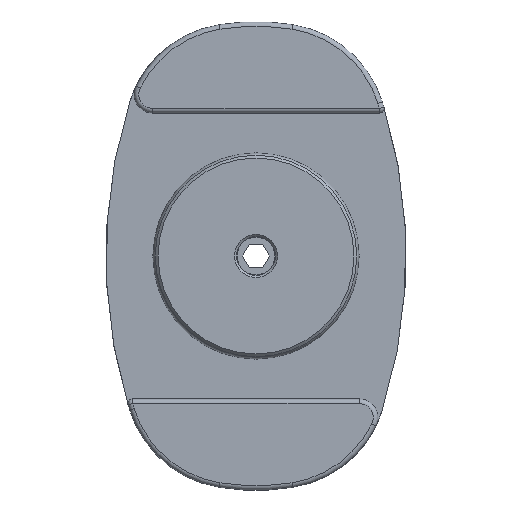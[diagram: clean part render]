
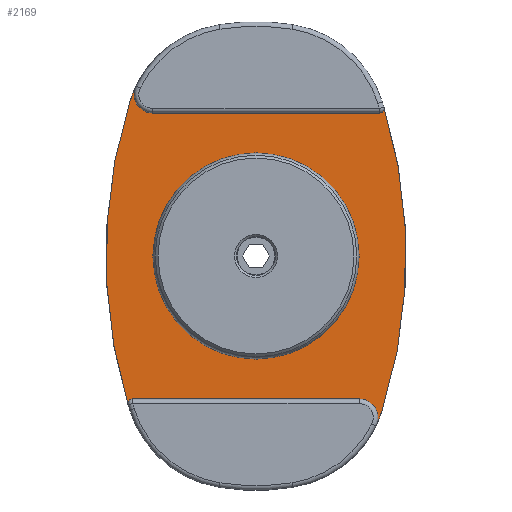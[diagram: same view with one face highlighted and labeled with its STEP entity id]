
A CAD part, left-side view. The second image highlights one B-rep face of the part: STEP entity #2169.
In plain terms, the highlighted planar face has unit normal (-1, 0, 0).
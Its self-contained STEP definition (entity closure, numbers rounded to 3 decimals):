
#127=LINE('',#3120,#195);
#133=LINE('',#3133,#201);
#134=LINE('',#3145,#202);
#135=LINE('',#3149,#203);
#136=LINE('',#3160,#204);
#137=LINE('',#3164,#205);
#195=VECTOR('',#2585,1000.);
#201=VECTOR('',#2593,1000.);
#202=VECTOR('',#2606,1000.);
#203=VECTOR('',#2609,1000.);
#204=VECTOR('',#2620,1000.);
#205=VECTOR('',#2623,1000.);
#293=ORIENTED_EDGE('',*,*,#695,.F.);
#294=ORIENTED_EDGE('',*,*,#696,.T.);
#295=ORIENTED_EDGE('',*,*,#697,.T.);
#296=ORIENTED_EDGE('',*,*,#698,.F.);
#297=ORIENTED_EDGE('',*,*,#699,.T.);
#298=ORIENTED_EDGE('',*,*,#688,.T.);
#299=ORIENTED_EDGE('',*,*,#700,.F.);
#300=ORIENTED_EDGE('',*,*,#701,.F.);
#301=ORIENTED_EDGE('',*,*,#702,.F.);
#302=ORIENTED_EDGE('',*,*,#703,.F.);
#303=ORIENTED_EDGE('',*,*,#704,.T.);
#304=ORIENTED_EDGE('',*,*,#705,.T.);
#305=ORIENTED_EDGE('',*,*,#706,.F.);
#306=ORIENTED_EDGE('',*,*,#707,.T.);
#307=ORIENTED_EDGE('',*,*,#694,.T.);
#308=ORIENTED_EDGE('',*,*,#708,.F.);
#309=ORIENTED_EDGE('',*,*,#709,.F.);
#310=ORIENTED_EDGE('',*,*,#710,.F.);
#311=ORIENTED_EDGE('',*,*,#711,.F.);
#688=EDGE_CURVE('',#884,#889,#127,.T.);
#694=EDGE_CURVE('',#890,#895,#133,.T.);
#695=EDGE_CURVE('',#896,#897,#1018,.T.);
#696=EDGE_CURVE('',#896,#898,#1019,.F.);
#697=EDGE_CURVE('',#898,#899,#1020,.T.);
#698=EDGE_CURVE('',#900,#899,#1021,.F.);
#699=EDGE_CURVE('',#900,#884,#1022,.F.);
#700=EDGE_CURVE('',#901,#889,#134,.T.);
#701=EDGE_CURVE('',#902,#901,#1023,.T.);
#702=EDGE_CURVE('',#903,#902,#135,.T.);
#703=EDGE_CURVE('',#904,#903,#1024,.T.);
#704=EDGE_CURVE('',#904,#905,#1025,.F.);
#705=EDGE_CURVE('',#905,#906,#1026,.T.);
#706=EDGE_CURVE('',#907,#906,#1027,.F.);
#707=EDGE_CURVE('',#907,#890,#1028,.F.);
#708=EDGE_CURVE('',#908,#895,#136,.T.);
#709=EDGE_CURVE('',#909,#908,#1029,.T.);
#710=EDGE_CURVE('',#897,#909,#137,.T.);
#711=EDGE_CURVE('',#910,#910,#1030,.T.);
#884=VERTEX_POINT('',#3110);
#889=VERTEX_POINT('',#3119);
#890=VERTEX_POINT('',#3123);
#895=VERTEX_POINT('',#3132);
#896=VERTEX_POINT('',#3136);
#897=VERTEX_POINT('',#3137);
#898=VERTEX_POINT('',#3139);
#899=VERTEX_POINT('',#3141);
#900=VERTEX_POINT('',#3143);
#901=VERTEX_POINT('',#3146);
#902=VERTEX_POINT('',#3148);
#903=VERTEX_POINT('',#3150);
#904=VERTEX_POINT('',#3152);
#905=VERTEX_POINT('',#3154);
#906=VERTEX_POINT('',#3156);
#907=VERTEX_POINT('',#3158);
#908=VERTEX_POINT('',#3161);
#909=VERTEX_POINT('',#3163);
#910=VERTEX_POINT('',#3166);
#1018=CIRCLE('',#2315,22.5);
#1019=CIRCLE('',#2316,0.5);
#1020=CIRCLE('',#2317,12.);
#1021=CIRCLE('',#2318,55.);
#1022=CIRCLE('',#2319,0.5);
#1023=CIRCLE('',#2320,13.);
#1024=CIRCLE('',#2321,22.5);
#1025=CIRCLE('',#2322,0.5);
#1026=CIRCLE('',#2323,12.);
#1027=CIRCLE('',#2324,55.);
#1028=CIRCLE('',#2325,0.5);
#1029=CIRCLE('',#2326,13.);
#1030=CIRCLE('',#2327,4.459);
#1126=EDGE_LOOP('',(#293,#294,#295,#296,#297,#298,#299,#300,#301,#302,#303,
#304,#305,#306,#307,#308,#309,#310));
#1127=EDGE_LOOP('',(#311));
#1268=FACE_BOUND('',#1126,.T.);
#1269=FACE_BOUND('',#1127,.T.);
#1408=PLANE('',#2314);
#2169=ADVANCED_FACE('',(#1268,#1269),#1408,.T.);
#2314=AXIS2_PLACEMENT_3D('',#3134,#2594,#2595);
#2315=AXIS2_PLACEMENT_3D('',#3135,#2596,#2597);
#2316=AXIS2_PLACEMENT_3D('',#3138,#2598,#2599);
#2317=AXIS2_PLACEMENT_3D('',#3140,#2600,#2601);
#2318=AXIS2_PLACEMENT_3D('',#3142,#2602,#2603);
#2319=AXIS2_PLACEMENT_3D('',#3144,#2604,#2605);
#2320=AXIS2_PLACEMENT_3D('',#3147,#2607,#2608);
#2321=AXIS2_PLACEMENT_3D('',#3151,#2610,#2611);
#2322=AXIS2_PLACEMENT_3D('',#3153,#2612,#2613);
#2323=AXIS2_PLACEMENT_3D('',#3155,#2614,#2615);
#2324=AXIS2_PLACEMENT_3D('',#3157,#2616,#2617);
#2325=AXIS2_PLACEMENT_3D('',#3159,#2618,#2619);
#2326=AXIS2_PLACEMENT_3D('',#3162,#2621,#2622);
#2327=AXIS2_PLACEMENT_3D('',#3165,#2624,#2625);
#2585=DIRECTION('',(0.,-1.,0.));
#2593=DIRECTION('',(0.,1.,0.));
#2594=DIRECTION('',(-1.,0.,0.));
#2595=DIRECTION('',(0.,0.,1.));
#2596=DIRECTION('',(1.,0.,0.));
#2597=DIRECTION('',(0.,-1.,0.));
#2598=DIRECTION('',(-1.,0.,0.));
#2599=DIRECTION('',(0.,0.,1.));
#2600=DIRECTION('',(-1.,0.,0.));
#2601=DIRECTION('',(0.,0.,1.));
#2602=DIRECTION('',(-1.,0.,0.));
#2603=DIRECTION('',(0.,0.,1.));
#2604=DIRECTION('',(-1.,0.,0.));
#2605=DIRECTION('',(0.,0.,1.));
#2606=DIRECTION('',(0.,0.5,0.866));
#2607=DIRECTION('',(1.,0.,0.));
#2608=DIRECTION('',(0.,-1.,0.));
#2609=DIRECTION('',(0.,1.,0.));
#2610=DIRECTION('',(1.,0.,0.));
#2611=DIRECTION('',(0.,-1.,0.));
#2612=DIRECTION('',(-1.,0.,0.));
#2613=DIRECTION('',(0.,0.,1.));
#2614=DIRECTION('',(-1.,0.,0.));
#2615=DIRECTION('',(0.,0.,1.));
#2616=DIRECTION('',(-1.,0.,0.));
#2617=DIRECTION('',(0.,0.,1.));
#2618=DIRECTION('',(-1.,0.,0.));
#2619=DIRECTION('',(0.,0.,1.));
#2620=DIRECTION('',(0.,-0.5,-0.866));
#2621=DIRECTION('',(1.,0.,0.));
#2622=DIRECTION('',(0.,-1.,0.));
#2623=DIRECTION('',(0.,-1.,0.));
#2624=DIRECTION('',(-1.,0.,0.));
#2625=DIRECTION('',(0.,0.,1.));
#3110=CARTESIAN_POINT('',(-4.,13.175,-15.25));
#3119=CARTESIAN_POINT('',(-4.,12.191,-15.25));
#3120=CARTESIAN_POINT('',(-4.,30.,-15.25));
#3123=CARTESIAN_POINT('',(-4.,-13.175,15.25));
#3132=CARTESIAN_POINT('',(-4.,-12.191,15.25));
#3133=CARTESIAN_POINT('',(-4.,-30.,15.25));
#3134=CARTESIAN_POINT('',(-4.,30.,-15.25));
#3135=CARTESIAN_POINT('',(-4.,0.,0.));
#3136=CARTESIAN_POINT('',(-4.,10.537,19.88));
#3137=CARTESIAN_POINT('',(-4.,0.,22.5));
#3138=CARTESIAN_POINT('',(-4.,10.771,20.322));
#3139=CARTESIAN_POINT('',(-4.,11.151,20.647));
#3140=CARTESIAN_POINT('',(-4.,2.038,12.839));
#3141=CARTESIAN_POINT('',(-4.,13.491,16.422));
#3142=CARTESIAN_POINT('',(-4.,-39.,0.));
#3143=CARTESIAN_POINT('',(-4.,13.653,-15.894));
#3144=CARTESIAN_POINT('',(-4.,13.175,-15.75));
#3145=CARTESIAN_POINT('',(-4.,11.758,-16.));
#3146=CARTESIAN_POINT('',(-4.,11.758,-16.));
#3147=CARTESIAN_POINT('',(-4.,0.5,-9.5));
#3148=CARTESIAN_POINT('',(-4.,0.5,-22.5));
#3149=CARTESIAN_POINT('',(-4.,0.,-22.5));
#3150=CARTESIAN_POINT('',(-4.,0.,-22.5));
#3151=CARTESIAN_POINT('',(-4.,0.,0.));
#3152=CARTESIAN_POINT('',(-4.,-10.537,-19.88));
#3153=CARTESIAN_POINT('',(-4.,-10.771,-20.322));
#3154=CARTESIAN_POINT('',(-4.,-11.151,-20.647));
#3155=CARTESIAN_POINT('',(-4.,-2.038,-12.839));
#3156=CARTESIAN_POINT('',(-4.,-13.491,-16.422));
#3157=CARTESIAN_POINT('',(-4.,39.,0.));
#3158=CARTESIAN_POINT('',(-4.,-13.653,15.894));
#3159=CARTESIAN_POINT('',(-4.,-13.175,15.75));
#3160=CARTESIAN_POINT('',(-4.,-11.758,16.));
#3161=CARTESIAN_POINT('',(-4.,-11.758,16.));
#3162=CARTESIAN_POINT('',(-4.,-0.5,9.5));
#3163=CARTESIAN_POINT('',(-4.,-0.5,22.5));
#3164=CARTESIAN_POINT('',(-4.,0.,22.5));
#3165=CARTESIAN_POINT('',(-4.,0.,0.));
#3166=CARTESIAN_POINT('',(-4.,0.,4.459));
